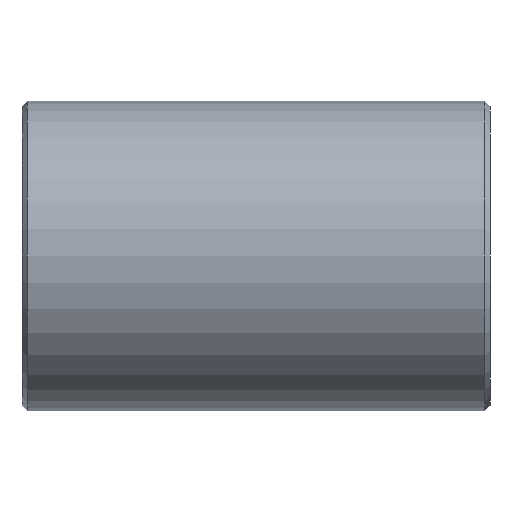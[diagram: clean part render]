
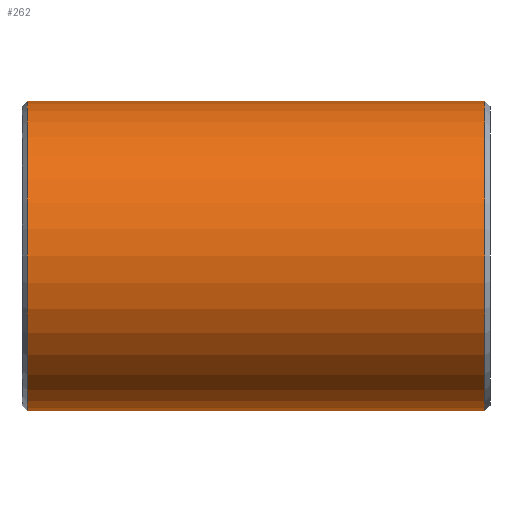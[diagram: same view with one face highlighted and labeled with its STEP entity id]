
A CAD part, left-side view. The second image highlights one B-rep face of the part: STEP entity #262.
In plain terms, the highlighted cylindrical face has radius 2.975 mm (diameter 5.95 mm), a partial arc.
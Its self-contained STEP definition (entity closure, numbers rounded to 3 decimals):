
#7 = ORIENTED_EDGE ( 'NONE', *, *, #212, .T. ) ;
#14 = LINE ( 'NONE', #186, #125 ) ;
#17 = VERTEX_POINT ( 'NONE', #71 ) ;
#25 = ORIENTED_EDGE ( 'NONE', *, *, #337, .T. ) ;
#39 = CIRCLE ( 'NONE', #134, 2.975 ) ;
#47 = DIRECTION ( 'NONE',  ( 0., 0., -1. ) ) ;
#71 = CARTESIAN_POINT ( 'NONE',  ( 0., -4.4, -2.975 ) ) ;
#73 = CYLINDRICAL_SURFACE ( 'NONE', #273, 2.975 ) ;
#75 = CARTESIAN_POINT ( 'NONE',  ( 0., -4.4, 0. ) ) ;
#94 = CARTESIAN_POINT ( 'NONE',  ( 0., 4.4, 0. ) ) ;
#112 = VERTEX_POINT ( 'NONE', #245 ) ;
#123 = DIRECTION ( 'NONE',  ( 0., -1., 0. ) ) ;
#125 = VECTOR ( 'NONE', #214, 1000. ) ;
#134 = AXIS2_PLACEMENT_3D ( 'NONE', #75, #205, #345 ) ;
#150 = VERTEX_POINT ( 'NONE', #208 ) ;
#171 = EDGE_CURVE ( 'NONE', #17, #402, #39, .T. ) ;
#177 = LINE ( 'NONE', #314, #440 ) ;
#186 = CARTESIAN_POINT ( 'NONE',  ( 0., 4.5, -2.975 ) ) ;
#205 = DIRECTION ( 'NONE',  ( 0., 1., 0. ) ) ;
#208 = CARTESIAN_POINT ( 'NONE',  ( 0., 4.4, 2.975 ) ) ;
#210 = FACE_OUTER_BOUND ( 'NONE', #436, .T. ) ;
#212 = EDGE_CURVE ( 'NONE', #112, #17, #14, .T. ) ;
#214 = DIRECTION ( 'NONE',  ( 0., -1., 0. ) ) ;
#222 = DIRECTION ( 'NONE',  ( 0., 0., 1. ) ) ;
#245 = CARTESIAN_POINT ( 'NONE',  ( 0., 4.4, -2.975 ) ) ;
#251 = CARTESIAN_POINT ( 'NONE',  ( 0., 4.5, 0. ) ) ;
#253 = DIRECTION ( 'NONE',  ( 0., -1., 0. ) ) ;
#262 = ADVANCED_FACE ( 'NONE', ( #210 ), #73, .T. ) ;
#270 = AXIS2_PLACEMENT_3D ( 'NONE', #94, #324, #222 ) ;
#272 = ORIENTED_EDGE ( 'NONE', *, *, #171, .T. ) ;
#273 = AXIS2_PLACEMENT_3D ( 'NONE', #251, #123, #47 ) ;
#280 = EDGE_CURVE ( 'NONE', #150, #402, #177, .T. ) ;
#288 = CARTESIAN_POINT ( 'NONE',  ( 0., -4.4, 2.975 ) ) ;
#314 = CARTESIAN_POINT ( 'NONE',  ( 0., 4.5, 2.975 ) ) ;
#324 = DIRECTION ( 'NONE',  ( 0., -1., 0. ) ) ;
#337 = EDGE_CURVE ( 'NONE', #150, #112, #381, .T. ) ;
#342 = ORIENTED_EDGE ( 'NONE', *, *, #280, .F. ) ;
#345 = DIRECTION ( 'NONE',  ( 0., 0., 1. ) ) ;
#381 = CIRCLE ( 'NONE', #270, 2.975 ) ;
#402 = VERTEX_POINT ( 'NONE', #288 ) ;
#436 = EDGE_LOOP ( 'NONE', ( #342, #25, #7, #272 ) ) ;
#440 = VECTOR ( 'NONE', #253, 1000. ) ;
